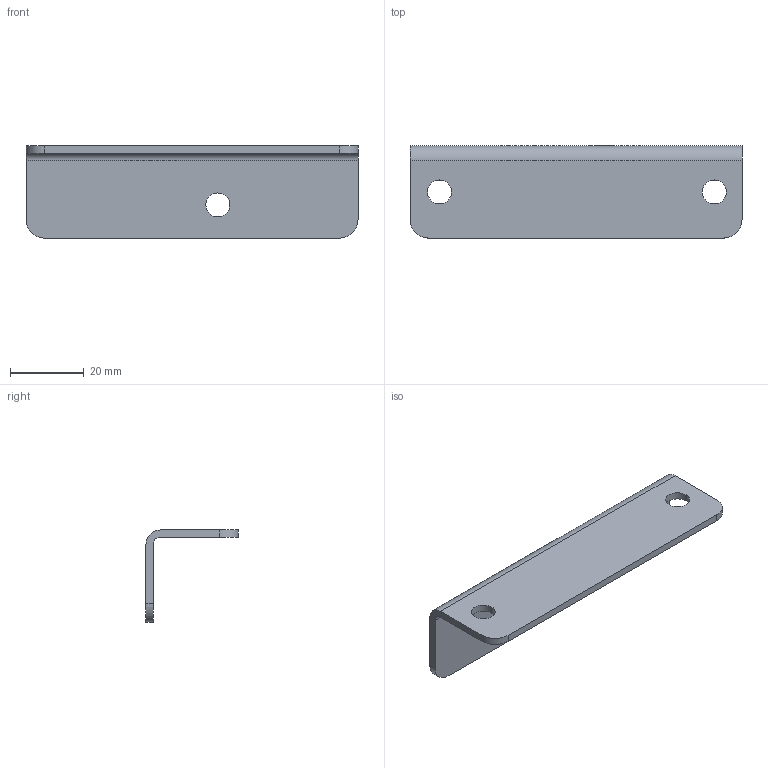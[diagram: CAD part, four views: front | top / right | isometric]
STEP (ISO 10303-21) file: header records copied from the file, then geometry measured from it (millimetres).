
FILE_DESCRIPTION((''),'2;1');
FILE_NAME('CAD-6709','2019-09-06T10:12:00',('creinig-se'),(''),'CREO PARAMETRIC BY PTC INC, 2018420','CREO PARAMETRIC BY PTC INC, 2018420','');
FILE_SCHEMA(('CONFIG_CONTROL_DESIGN','SHAPE_APPEARANCE_LAYERS_GROUPS'));
Length unit declared in the file: millimetre
Products named in the file (1): CAD-6709
Bounding box: 90 x 25 x 25 mm (x, y, z)
Volume: 8166.2 mm3; surface area: 8818.4 mm2
Topology: 1 solids, 1 shells, 20 faces, 57 edges, 42 vertices
Faces by surface type: cylinder 12, plane 8
Entity records: 937 total; most frequent: DIRECTION 123, CARTESIAN_POINT 114, ORIENTED_EDGE 108, PRESENTATION_STYLE_ASSIGNMENT 59, STYLED_ITEM 59, CURVE_STYLE 58, EDGE_CURVE 54, AXIS2_PLACEMENT_3D 45
